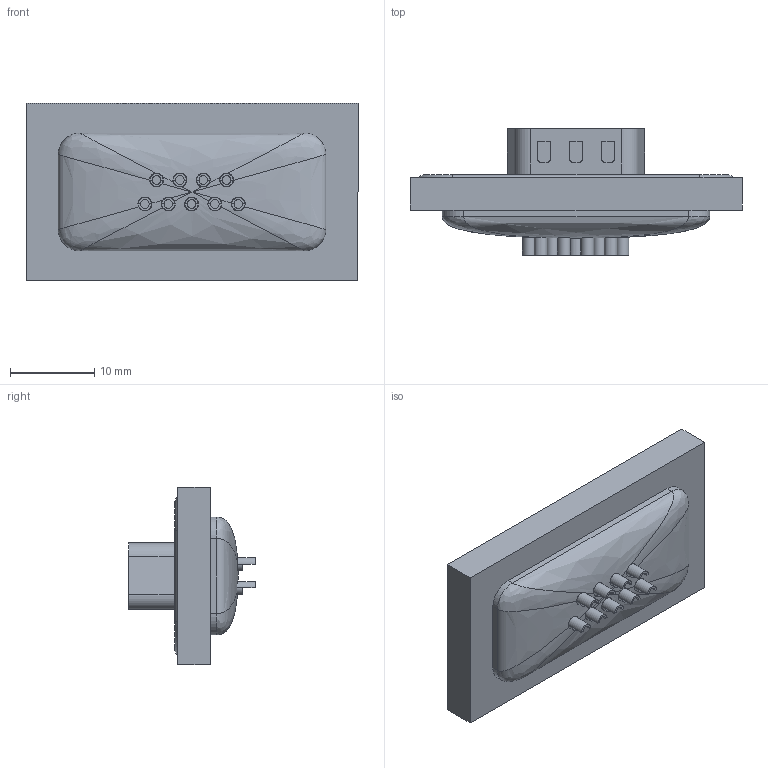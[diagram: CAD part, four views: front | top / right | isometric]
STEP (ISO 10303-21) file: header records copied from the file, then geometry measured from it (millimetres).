
FILE_DESCRIPTION (( 'STEP AP203' ), '1' );
FILE_NAME ('6838N11_Washdown D-Sub Connector.STEP', '2021-07-08T20:16:22', ( 'Administrator' ), ( 'Managed by Terraform' ), 'SwSTEP 2.0', 'SolidWorks 2017', '' );
FILE_SCHEMA (( 'CONFIG_CONTROL_DESIGN' ));
Length unit declared in the file: inch
Products named in the file (1): 6838N11_Washdown D-Sub Connector
Bounding box: 39.4 x 15.01 x 21.1 mm (x, y, z)
Volume: 3564.7 mm3; surface area: 5633.4 mm2
Topology: 4 solids, 4 shells, 489 faces, 1294 edges, 815 vertices
Faces by surface type: cylinder 210, plane 197, bspline 39, torus 22, cone 12, sphere 9
Entity records: 23436 total; most frequent: CARTESIAN_POINT 11815, ORIENTED_EDGE 2502, DIRECTION 2270, EDGE_CURVE 1251, AXIS2_PLACEMENT_3D 805, VERTEX_POINT 797, VECTOR 660, LINE 660
